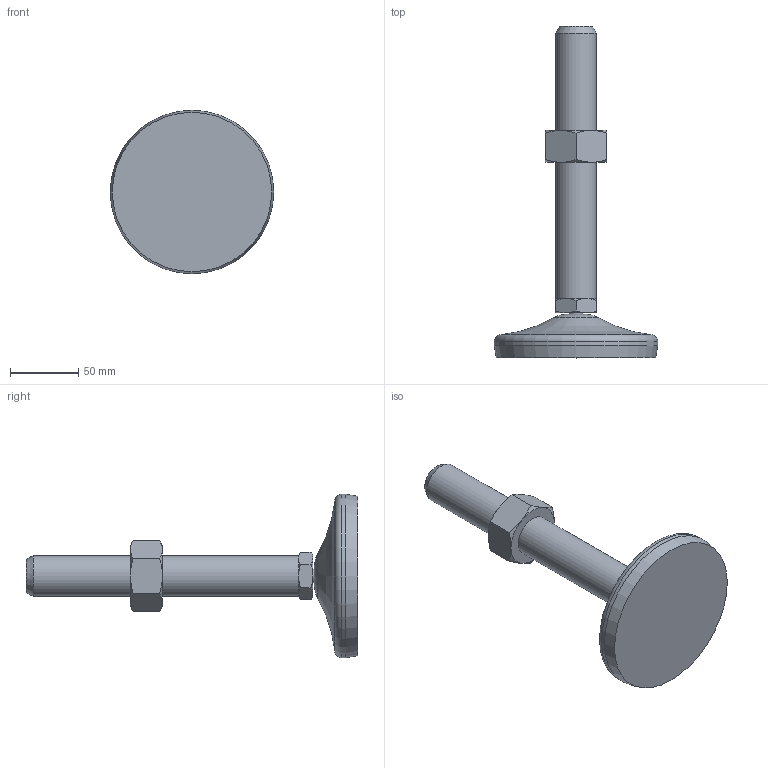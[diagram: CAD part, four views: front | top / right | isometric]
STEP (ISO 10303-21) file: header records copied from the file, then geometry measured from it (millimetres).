
FILE_DESCRIPTION( ( 'STEP AP214' ), '1' );
FILE_NAME( 'K0739.3112030X2000.stp', '2020-12-09T15:18:21', ( '' ), ( '' ), ' ', 'PARTsolutions', ' ' );
FILE_SCHEMA( ( 'AUTOMOTIVE_DESIGN { 1 0 10303 214 1 1 1 1 }' ) );
Length unit declared in the file: millimetre
Products named in the file (1): _K0739.3112030X2000
Bounding box: 120 x 243.5 x 120 mm (x, y, z)
Volume: 403539.1 mm3; surface area: 52860.1 mm2
Topology: 1 solids, 1 shells, 58 faces, 124 edges, 73 vertices
Faces by surface type: cone 26, plane 25, cylinder 4, bspline 2, torus 1
Full cylindrical faces by diameter (mm): 10 x1, 30 x2, 120 x1
Entity records: 2228 total; most frequent: CARTESIAN_POINT 619, ORIENTED_EDGE 228, DIRECTION 216, EDGE_CURVE 114, AXIS2_PLACEMENT_3D 93, EDGE_LOOP 72, VERTEX_POINT 72, FACE_OUTER_BOUND 65
